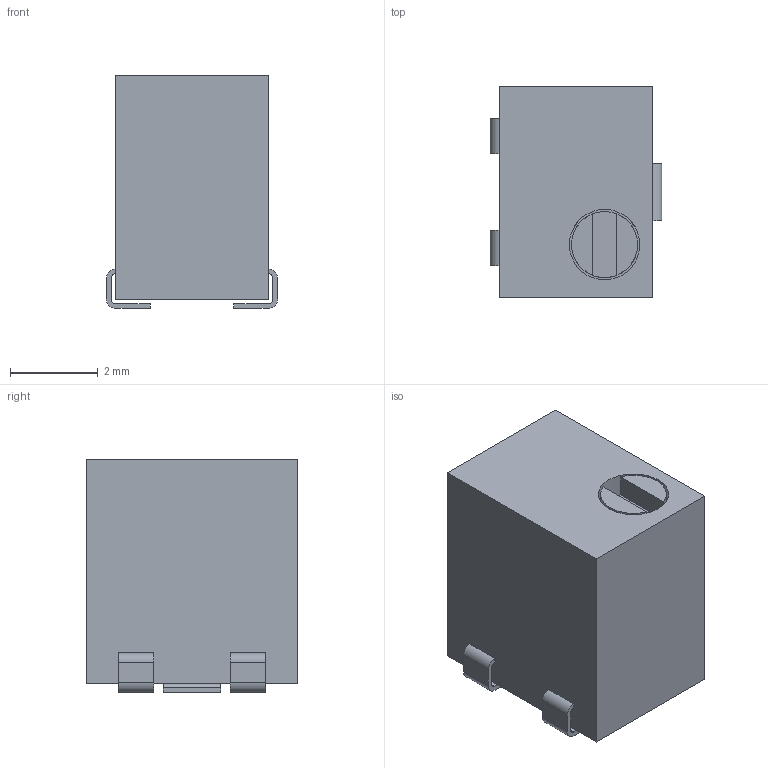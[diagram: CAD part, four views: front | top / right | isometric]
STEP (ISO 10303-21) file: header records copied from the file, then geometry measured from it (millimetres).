
FILE_DESCRIPTION(/* description */ ('STEP AP214'),/* implementation_level */ '2;1');
FILE_NAME(/* name */ 'SM-42TW50k_(503)',/* time_stamp */ '2024-10-30T03:35:09+01:00',/* author */ ('License CC BY-ND 4.0'),/* organization */ ('CADENAS'),/* preprocessor_version */ 'ST-DEVELOPER v19.3',/* originating_system */ 'PARTsolutions',/* authorisation */ ' ');
FILE_SCHEMA (('AUTOMOTIVE_DESIGN {1 0 10303 214 3 1 1}'));
Length unit declared in the file: millimetre
Products named in the file (5): SM-42TW50k_(503); SM-42W; SM-42-dial; SM-42W_terminal; SM-42W_terminal-2
Assembly tree (5 placements, depth 2):
  SM-42TW50k_(503)
    SM-42W
    SM-42-dial
    SM-42W_terminal
    SM-42W_terminal-2  x2
Bounding box: 3.9 x 4.8 x 5.3 mm (x, y, z)
Volume: 85.7 mm3; surface area: 141.3 mm2
Topology: 5 solids, 5 shells, 51 faces, 120 edges, 80 vertices
Faces by surface type: plane 37, cylinder 14
Full cylindrical faces by diameter (mm): 1.5 x1, 1.6 x1
Entity records: 1224 total; most frequent: DIRECTION 200, CARTESIAN_POINT 191, ORIENTED_EDGE 174, EDGE_CURVE 87, AXIS2_PLACEMENT_3D 68, LINE 64, VECTOR 64, VERTEX_POINT 59
